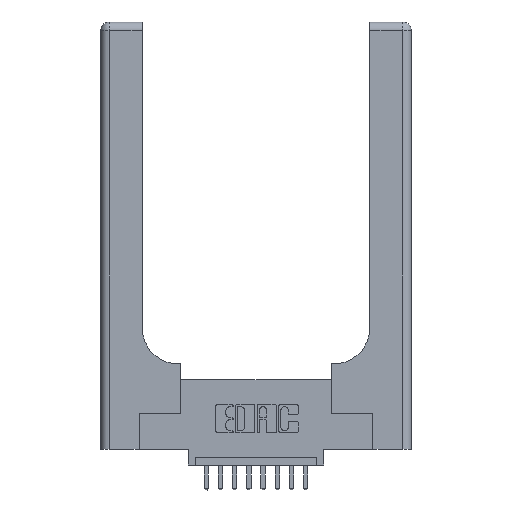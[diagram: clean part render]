
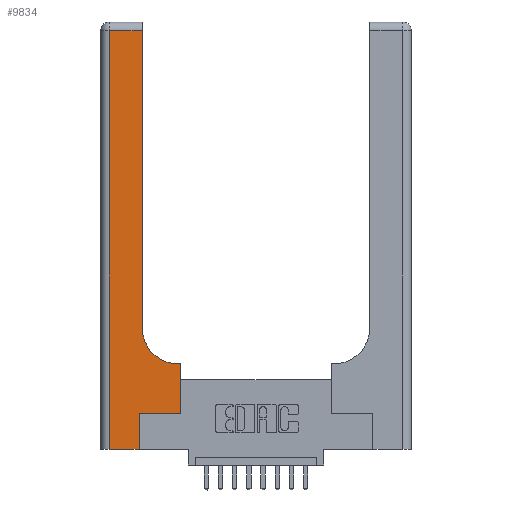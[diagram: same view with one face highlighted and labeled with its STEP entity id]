
A CAD part, top view. The second image highlights one B-rep face of the part: STEP entity #9834.
In plain terms, the highlighted planar face has unit normal (0, 0, 1).
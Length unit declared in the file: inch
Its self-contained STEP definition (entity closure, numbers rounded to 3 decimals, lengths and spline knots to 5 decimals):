
#52 = CARTESIAN_POINT ( 'NONE',  ( 0.269, 0.25, 0.37 ) ) ;
#202 = CARTESIAN_POINT ( 'NONE',  ( 0.2915, 3., 0.37 ) ) ;
#489 = ORIENTED_EDGE ( 'NONE', *, *, #3935, .T. ) ;
#525 = CARTESIAN_POINT ( 'NONE',  ( 0.269, 0.25, 0.37 ) ) ;
#556 = LINE ( 'NONE', #202, #6743 ) ;
#1000 = VERTEX_POINT ( 'NONE', #3925 ) ;
#1136 = DIRECTION ( 'NONE',  ( -1., 0., 0. ) ) ;
#1389 = CARTESIAN_POINT ( 'NONE',  ( 0., 2.94, 0.37 ) ) ;
#1519 = FACE_OUTER_BOUND ( 'NONE', #4021, .T. ) ;
#1757 = VERTEX_POINT ( 'NONE', #52 ) ;
#2051 = VERTEX_POINT ( 'NONE', #15658 ) ;
#2232 = ORIENTED_EDGE ( 'NONE', *, *, #9680, .T. ) ;
#2689 = DIRECTION ( 'NONE',  ( -1., 0., 0. ) ) ;
#2753 = DIRECTION ( 'NONE',  ( 0., 1., 0. ) ) ;
#2906 = CARTESIAN_POINT ( 'NONE',  ( 0.5585, 0.25, 0.37 ) ) ;
#3094 = VECTOR ( 'NONE', #15001, 39.37008 ) ;
#3394 = VERTEX_POINT ( 'NONE', #7291 ) ;
#3416 = ORIENTED_EDGE ( 'NONE', *, *, #14562, .T. ) ;
#3448 = DIRECTION ( 'NONE',  ( 0., 1., 0. ) ) ;
#3469 = LINE ( 'NONE', #11177, #3094 ) ;
#3545 = PLANE ( 'NONE',  #4149 ) ;
#3650 = DIRECTION ( 'NONE',  ( 0., 1., 0. ) ) ;
#3782 = EDGE_CURVE ( 'NONE', #9008, #2051, #10523, .T. ) ;
#3885 = ORIENTED_EDGE ( 'NONE', *, *, #14709, .T. ) ;
#3925 = CARTESIAN_POINT ( 'NONE',  ( 0.06, 2.94, 0.37 ) ) ;
#3935 = EDGE_CURVE ( 'NONE', #9039, #10229, #8572, .T. ) ;
#3953 = DIRECTION ( 'NONE',  ( 1., 0., 0. ) ) ;
#4021 = EDGE_LOOP ( 'NONE', ( #3885, #15132, #11483, #15388, #3416, #8072, #6618, #2232, #489 ) ) ;
#4149 = AXIS2_PLACEMENT_3D ( 'NONE', #4856, #14693, #1136 ) ;
#4163 = EDGE_CURVE ( 'NONE', #12502, #1000, #14935, .T. ) ;
#4270 = LINE ( 'NONE', #525, #6793 ) ;
#4376 = AXIS2_PLACEMENT_3D ( 'NONE', #6281, #6500, #3953 ) ;
#4473 = VERTEX_POINT ( 'NONE', #2906 ) ;
#4856 = CARTESIAN_POINT ( 'NONE',  ( 0., 3., 0.37 ) ) ;
#6281 = CARTESIAN_POINT ( 'NONE',  ( 0.5415, 0.85, 0.37 ) ) ;
#6500 = DIRECTION ( 'NONE',  ( 0., 0., -1. ) ) ;
#6536 = VECTOR ( 'NONE', #3650, 39.37008 ) ;
#6618 = ORIENTED_EDGE ( 'NONE', *, *, #14627, .T. ) ;
#6743 = VECTOR ( 'NONE', #2753, 39.37008 ) ;
#6793 = VECTOR ( 'NONE', #15294, 39.37008 ) ;
#6925 = LINE ( 'NONE', #13732, #14293 ) ;
#7203 = VECTOR ( 'NONE', #7909, 39.37008 ) ;
#7291 = CARTESIAN_POINT ( 'NONE',  ( 0.5585, 0.6, 0.37 ) ) ;
#7909 = DIRECTION ( 'NONE',  ( 1., 0., 0. ) ) ;
#8072 = ORIENTED_EDGE ( 'NONE', *, *, #13381, .T. ) ;
#8572 = CIRCLE ( 'NONE', #4376, 0.25 ) ;
#8835 = DIRECTION ( 'NONE',  ( -1., 0., 0. ) ) ;
#8865 = LINE ( 'NONE', #12030, #13524 ) ;
#9008 = VERTEX_POINT ( 'NONE', #13007 ) ;
#9039 = VERTEX_POINT ( 'NONE', #11862 ) ;
#9680 = EDGE_CURVE ( 'NONE', #3394, #9039, #6925, .T. ) ;
#9834 = ADVANCED_FACE ( 'NONE', ( #1519 ), #3545, .F. ) ;
#9947 = CARTESIAN_POINT ( 'NONE',  ( 0.5585, 0.25, 0.37 ) ) ;
#10229 = VERTEX_POINT ( 'NONE', #10536 ) ;
#10523 = LINE ( 'NONE', #14095, #7203 ) ;
#10536 = CARTESIAN_POINT ( 'NONE',  ( 0.2915, 0.85, 0.37 ) ) ;
#11177 = CARTESIAN_POINT ( 'NONE',  ( 0.06, 3., 0.37 ) ) ;
#11483 = ORIENTED_EDGE ( 'NONE', *, *, #13529, .T. ) ;
#11682 = VECTOR ( 'NONE', #8835, 39.37008 ) ;
#11862 = CARTESIAN_POINT ( 'NONE',  ( 0.5415, 0.6, 0.37 ) ) ;
#12030 = CARTESIAN_POINT ( 'NONE',  ( 0.269, 0., 0.37 ) ) ;
#12502 = VERTEX_POINT ( 'NONE', #15167 ) ;
#13007 = CARTESIAN_POINT ( 'NONE',  ( 0.06, 0., 0.37 ) ) ;
#13153 = LINE ( 'NONE', #9947, #6536 ) ;
#13381 = EDGE_CURVE ( 'NONE', #1757, #4473, #4270, .T. ) ;
#13524 = VECTOR ( 'NONE', #3448, 39.37008 ) ;
#13529 = EDGE_CURVE ( 'NONE', #1000, #9008, #3469, .T. ) ;
#13732 = CARTESIAN_POINT ( 'NONE',  ( 0.2915, 0.6, 0.37 ) ) ;
#14095 = CARTESIAN_POINT ( 'NONE',  ( 0., 0., 0.37 ) ) ;
#14293 = VECTOR ( 'NONE', #2689, 39.37008 ) ;
#14562 = EDGE_CURVE ( 'NONE', #2051, #1757, #8865, .T. ) ;
#14627 = EDGE_CURVE ( 'NONE', #4473, #3394, #13153, .T. ) ;
#14693 = DIRECTION ( 'NONE',  ( 0., 0., -1. ) ) ;
#14709 = EDGE_CURVE ( 'NONE', #10229, #12502, #556, .T. ) ;
#14935 = LINE ( 'NONE', #1389, #11682 ) ;
#15001 = DIRECTION ( 'NONE',  ( 0., -1., 0. ) ) ;
#15132 = ORIENTED_EDGE ( 'NONE', *, *, #4163, .T. ) ;
#15167 = CARTESIAN_POINT ( 'NONE',  ( 0.2915, 2.94, 0.37 ) ) ;
#15294 = DIRECTION ( 'NONE',  ( 1., 0., 0. ) ) ;
#15388 = ORIENTED_EDGE ( 'NONE', *, *, #3782, .T. ) ;
#15658 = CARTESIAN_POINT ( 'NONE',  ( 0.269, 0., 0.37 ) ) ;
